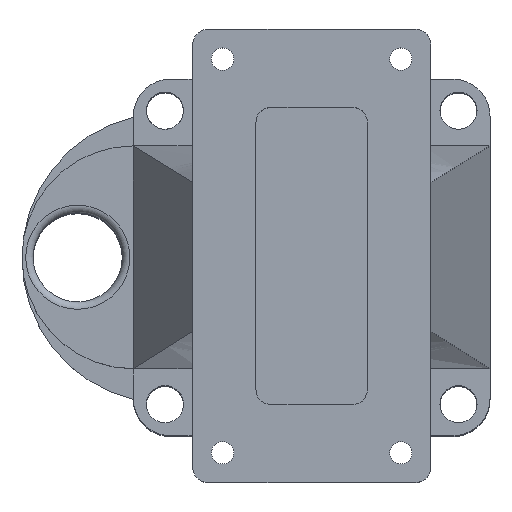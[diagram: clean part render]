
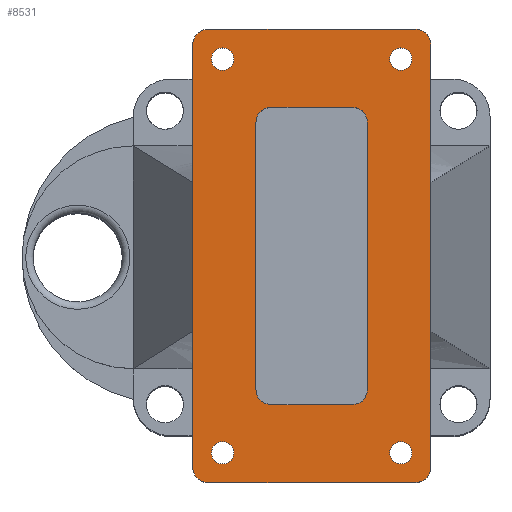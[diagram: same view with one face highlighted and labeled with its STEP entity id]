
A CAD part, top view. The second image highlights one B-rep face of the part: STEP entity #8531.
In plain terms, the highlighted face is planar.
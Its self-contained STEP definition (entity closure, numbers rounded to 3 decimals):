
#8239 = EDGE_CURVE('',#8240,#8242,#8244,.T.);
#8240 = VERTEX_POINT('',#8241);
#8241 = CARTESIAN_POINT('',(-28.5,-16.,0.));
#8242 = VERTEX_POINT('',#8243);
#8243 = CARTESIAN_POINT('',(28.5,-16.,0.));
#8244 = LINE('',#8245,#8246);
#8245 = CARTESIAN_POINT('',(-30.5,-16.,0.));
#8246 = VECTOR('',#8247,1.);
#8247 = DIRECTION('',(1.,0.,0.));
#8270 = EDGE_CURVE('',#8240,#8271,#8273,.T.);
#8271 = VERTEX_POINT('',#8272);
#8272 = CARTESIAN_POINT('',(-30.5,-14.,0.));
#8273 = CIRCLE('',#8274,2.);
#8274 = AXIS2_PLACEMENT_3D('',#8275,#8276,#8277);
#8275 = CARTESIAN_POINT('',(-28.5,-14.,0.));
#8276 = DIRECTION('',(-0.,-0.,-1.));
#8277 = DIRECTION('',(0.,-1.,0.));
#8295 = EDGE_CURVE('',#8242,#8296,#8298,.T.);
#8296 = VERTEX_POINT('',#8297);
#8297 = CARTESIAN_POINT('',(30.5,-14.,0.));
#8298 = CIRCLE('',#8299,2.);
#8299 = AXIS2_PLACEMENT_3D('',#8300,#8301,#8302);
#8300 = CARTESIAN_POINT('',(28.5,-14.,0.));
#8301 = DIRECTION('',(-0.,0.,1.));
#8302 = DIRECTION('',(0.,-1.,0.));
#8320 = EDGE_CURVE('',#8321,#8271,#8323,.T.);
#8321 = VERTEX_POINT('',#8322);
#8322 = CARTESIAN_POINT('',(-30.5,14.,0.));
#8323 = LINE('',#8324,#8325);
#8324 = CARTESIAN_POINT('',(-30.5,16.,0.));
#8325 = VECTOR('',#8326,1.);
#8326 = DIRECTION('',(0.,-1.,0.));
#8344 = EDGE_CURVE('',#8296,#8345,#8347,.T.);
#8345 = VERTEX_POINT('',#8346);
#8346 = CARTESIAN_POINT('',(30.5,14.,0.));
#8347 = LINE('',#8348,#8349);
#8348 = CARTESIAN_POINT('',(30.5,-16.,0.));
#8349 = VECTOR('',#8350,1.);
#8350 = DIRECTION('',(0.,1.,0.));
#8368 = EDGE_CURVE('',#8369,#8321,#8371,.T.);
#8369 = VERTEX_POINT('',#8370);
#8370 = CARTESIAN_POINT('',(-28.5,16.,0.));
#8371 = CIRCLE('',#8372,2.);
#8372 = AXIS2_PLACEMENT_3D('',#8373,#8374,#8375);
#8373 = CARTESIAN_POINT('',(-28.5,14.,0.));
#8374 = DIRECTION('',(-0.,0.,1.));
#8375 = DIRECTION('',(0.,-1.,0.));
#8393 = EDGE_CURVE('',#8345,#8394,#8396,.T.);
#8394 = VERTEX_POINT('',#8395);
#8395 = CARTESIAN_POINT('',(28.5,16.,0.));
#8396 = CIRCLE('',#8397,2.);
#8397 = AXIS2_PLACEMENT_3D('',#8398,#8399,#8400);
#8398 = CARTESIAN_POINT('',(28.5,14.,0.));
#8399 = DIRECTION('',(-0.,0.,1.));
#8400 = DIRECTION('',(0.,-1.,0.));
#8418 = EDGE_CURVE('',#8394,#8369,#8419,.T.);
#8419 = LINE('',#8420,#8421);
#8420 = CARTESIAN_POINT('',(30.5,16.,0.));
#8421 = VECTOR('',#8422,1.);
#8422 = DIRECTION('',(-1.,0.,0.));
#8436 = VERTEX_POINT('',#8437);
#8437 = CARTESIAN_POINT('',(-25.,-12.,0.));
#8445 = EDGE_CURVE('',#8436,#8436,#8446,.T.);
#8446 = CIRCLE('',#8447,1.5);
#8447 = AXIS2_PLACEMENT_3D('',#8448,#8449,#8450);
#8448 = CARTESIAN_POINT('',(-26.5,-12.,0.));
#8449 = DIRECTION('',(0.,0.,1.));
#8450 = DIRECTION('',(1.,0.,0.));
#8461 = VERTEX_POINT('',#8462);
#8462 = CARTESIAN_POINT('',(28.,-12.,0.));
#8470 = EDGE_CURVE('',#8461,#8461,#8471,.T.);
#8471 = CIRCLE('',#8472,1.5);
#8472 = AXIS2_PLACEMENT_3D('',#8473,#8474,#8475);
#8473 = CARTESIAN_POINT('',(26.5,-12.,0.));
#8474 = DIRECTION('',(0.,0.,1.));
#8475 = DIRECTION('',(1.,0.,0.));
#8486 = VERTEX_POINT('',#8487);
#8487 = CARTESIAN_POINT('',(-25.,12.,0.));
#8495 = EDGE_CURVE('',#8486,#8486,#8496,.T.);
#8496 = CIRCLE('',#8497,1.5);
#8497 = AXIS2_PLACEMENT_3D('',#8498,#8499,#8500);
#8498 = CARTESIAN_POINT('',(-26.5,12.,0.));
#8499 = DIRECTION('',(0.,0.,1.));
#8500 = DIRECTION('',(1.,0.,0.));
#8511 = VERTEX_POINT('',#8512);
#8512 = CARTESIAN_POINT('',(28.,12.,0.));
#8520 = EDGE_CURVE('',#8511,#8511,#8521,.T.);
#8521 = CIRCLE('',#8522,1.5);
#8522 = AXIS2_PLACEMENT_3D('',#8523,#8524,#8525);
#8523 = CARTESIAN_POINT('',(26.5,12.,0.));
#8524 = DIRECTION('',(0.,0.,1.));
#8525 = DIRECTION('',(1.,0.,0.));
#8531 = ADVANCED_FACE('',(#8532,#8542,#8612,#8615,#8618,#8621),#8624,.T.
  );
#8532 = FACE_BOUND('',#8533,.T.);
#8533 = EDGE_LOOP('',(#8534,#8535,#8536,#8537,#8538,#8539,#8540,#8541));
#8534 = ORIENTED_EDGE('',*,*,#8239,.F.);
#8535 = ORIENTED_EDGE('',*,*,#8270,.T.);
#8536 = ORIENTED_EDGE('',*,*,#8320,.F.);
#8537 = ORIENTED_EDGE('',*,*,#8368,.F.);
#8538 = ORIENTED_EDGE('',*,*,#8418,.F.);
#8539 = ORIENTED_EDGE('',*,*,#8393,.F.);
#8540 = ORIENTED_EDGE('',*,*,#8344,.F.);
#8541 = ORIENTED_EDGE('',*,*,#8295,.F.);
#8542 = FACE_BOUND('',#8543,.T.);
#8543 = EDGE_LOOP('',(#8544,#8554,#8563,#8571,#8580,#8588,#8597,#8605));
#8544 = ORIENTED_EDGE('',*,*,#8545,.T.);
#8545 = EDGE_CURVE('',#8546,#8548,#8550,.T.);
#8546 = VERTEX_POINT('',#8547);
#8547 = CARTESIAN_POINT('',(-18.,-7.5,0.));
#8548 = VERTEX_POINT('',#8549);
#8549 = CARTESIAN_POINT('',(18.,-7.5,0.));
#8550 = LINE('',#8551,#8552);
#8551 = CARTESIAN_POINT('',(-20.,-7.5,0.));
#8552 = VECTOR('',#8553,1.);
#8553 = DIRECTION('',(1.,0.,0.));
#8554 = ORIENTED_EDGE('',*,*,#8555,.T.);
#8555 = EDGE_CURVE('',#8548,#8556,#8558,.T.);
#8556 = VERTEX_POINT('',#8557);
#8557 = CARTESIAN_POINT('',(20.,-5.5,0.));
#8558 = CIRCLE('',#8559,2.);
#8559 = AXIS2_PLACEMENT_3D('',#8560,#8561,#8562);
#8560 = CARTESIAN_POINT('',(18.,-5.5,0.));
#8561 = DIRECTION('',(-0.,0.,1.));
#8562 = DIRECTION('',(0.,-1.,0.));
#8563 = ORIENTED_EDGE('',*,*,#8564,.T.);
#8564 = EDGE_CURVE('',#8556,#8565,#8567,.T.);
#8565 = VERTEX_POINT('',#8566);
#8566 = CARTESIAN_POINT('',(20.,5.5,0.));
#8567 = LINE('',#8568,#8569);
#8568 = CARTESIAN_POINT('',(20.,-7.5,0.));
#8569 = VECTOR('',#8570,1.);
#8570 = DIRECTION('',(0.,1.,0.));
#8571 = ORIENTED_EDGE('',*,*,#8572,.T.);
#8572 = EDGE_CURVE('',#8565,#8573,#8575,.T.);
#8573 = VERTEX_POINT('',#8574);
#8574 = CARTESIAN_POINT('',(18.,7.5,0.));
#8575 = CIRCLE('',#8576,2.);
#8576 = AXIS2_PLACEMENT_3D('',#8577,#8578,#8579);
#8577 = CARTESIAN_POINT('',(18.,5.5,0.));
#8578 = DIRECTION('',(-0.,0.,1.));
#8579 = DIRECTION('',(0.,-1.,0.));
#8580 = ORIENTED_EDGE('',*,*,#8581,.T.);
#8581 = EDGE_CURVE('',#8573,#8582,#8584,.T.);
#8582 = VERTEX_POINT('',#8583);
#8583 = CARTESIAN_POINT('',(-18.,7.5,0.));
#8584 = LINE('',#8585,#8586);
#8585 = CARTESIAN_POINT('',(20.,7.5,0.));
#8586 = VECTOR('',#8587,1.);
#8587 = DIRECTION('',(-1.,0.,0.));
#8588 = ORIENTED_EDGE('',*,*,#8589,.T.);
#8589 = EDGE_CURVE('',#8582,#8590,#8592,.T.);
#8590 = VERTEX_POINT('',#8591);
#8591 = CARTESIAN_POINT('',(-20.,5.5,0.));
#8592 = CIRCLE('',#8593,2.);
#8593 = AXIS2_PLACEMENT_3D('',#8594,#8595,#8596);
#8594 = CARTESIAN_POINT('',(-18.,5.5,0.));
#8595 = DIRECTION('',(-0.,0.,1.));
#8596 = DIRECTION('',(0.,-1.,0.));
#8597 = ORIENTED_EDGE('',*,*,#8598,.T.);
#8598 = EDGE_CURVE('',#8590,#8599,#8601,.T.);
#8599 = VERTEX_POINT('',#8600);
#8600 = CARTESIAN_POINT('',(-20.,-5.5,0.));
#8601 = LINE('',#8602,#8603);
#8602 = CARTESIAN_POINT('',(-20.,7.5,0.));
#8603 = VECTOR('',#8604,1.);
#8604 = DIRECTION('',(0.,-1.,0.));
#8605 = ORIENTED_EDGE('',*,*,#8606,.F.);
#8606 = EDGE_CURVE('',#8546,#8599,#8607,.T.);
#8607 = CIRCLE('',#8608,2.);
#8608 = AXIS2_PLACEMENT_3D('',#8609,#8610,#8611);
#8609 = CARTESIAN_POINT('',(-18.,-5.5,0.));
#8610 = DIRECTION('',(-0.,-0.,-1.));
#8611 = DIRECTION('',(0.,-1.,0.));
#8612 = FACE_BOUND('',#8613,.T.);
#8613 = EDGE_LOOP('',(#8614));
#8614 = ORIENTED_EDGE('',*,*,#8445,.T.);
#8615 = FACE_BOUND('',#8616,.T.);
#8616 = EDGE_LOOP('',(#8617));
#8617 = ORIENTED_EDGE('',*,*,#8470,.T.);
#8618 = FACE_BOUND('',#8619,.T.);
#8619 = EDGE_LOOP('',(#8620));
#8620 = ORIENTED_EDGE('',*,*,#8495,.T.);
#8621 = FACE_BOUND('',#8622,.T.);
#8622 = EDGE_LOOP('',(#8623));
#8623 = ORIENTED_EDGE('',*,*,#8520,.T.);
#8624 = PLANE('',#8625);
#8625 = AXIS2_PLACEMENT_3D('',#8626,#8627,#8628);
#8626 = CARTESIAN_POINT('',(0.,0.,0.));
#8627 = DIRECTION('',(-0.,-0.,-1.));
#8628 = DIRECTION('',(-1.,0.,0.));
